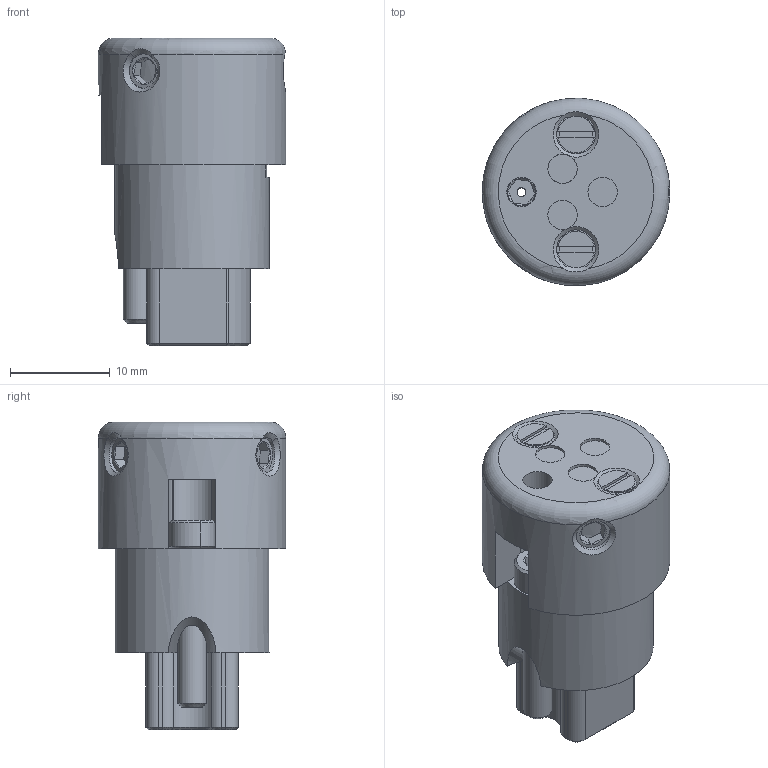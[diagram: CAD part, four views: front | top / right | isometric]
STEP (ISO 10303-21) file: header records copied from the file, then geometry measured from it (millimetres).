
FILE_DESCRIPTION(/* description */ ('Alibre Inc.'),/* implementation_level */ '2;1');
FILE_NAME(/* name */ 'export0',/* time_stamp */ '2014-08-12T08:10:23-07:00',/* author */ (''),/* organization */ (''),/* preprocessor_version */ 'ST-DEVELOPER v14',/* originating_system */ 'Alibre',/* authorisation */ '');
FILE_SCHEMA (('CONFIG_CONTROL_DESIGN'));
Length unit declared in the file: centimetre
Products named in the file (1): ID_1
Bounding box: 18.8 x 18.77 x 30.86 mm (x, y, z)
Volume: 5862.6 mm3; surface area: 2614.5 mm2
Topology: 1 solids, 1 shells, 174 faces, 442 edges, 281 vertices
Faces by surface type: plane 74, cone 47, cylinder 46, bspline 6, torus 1
Full cylindrical faces by diameter (mm): 1.702 x3, 1.778 x2, 2.845 x1, 2.946 x5, 3.454 x3, 15.494 x1, 18.796 x1
Entity records: 6040 total; most frequent: CARTESIAN_POINT 2036, ORIENTED_EDGE 800, DIRECTION 710, EDGE_CURVE 400, VERTEX_POINT 315, AXIS2_PLACEMENT_3D 299, EDGE_LOOP 261, FACE_BOUND 261
